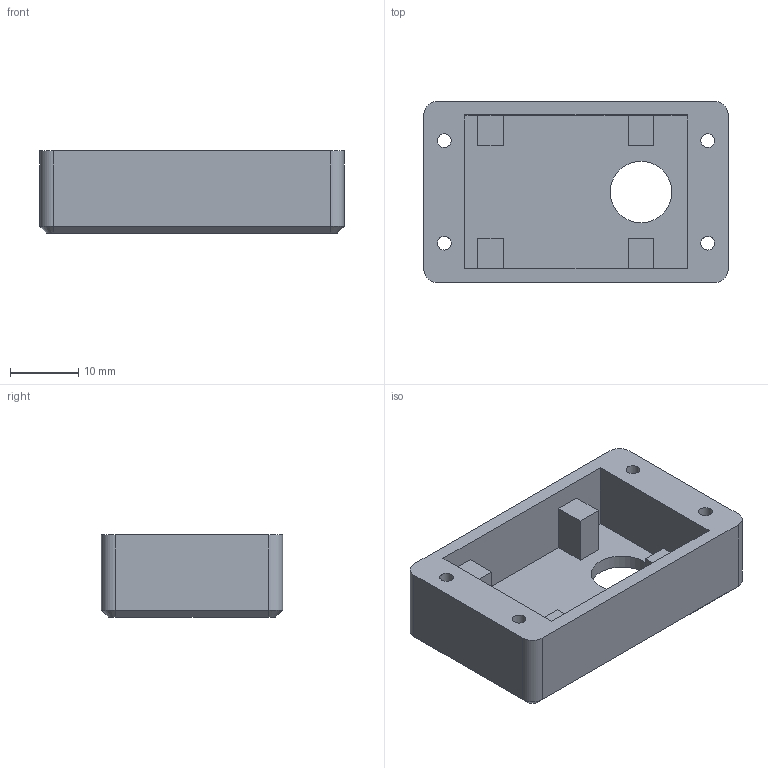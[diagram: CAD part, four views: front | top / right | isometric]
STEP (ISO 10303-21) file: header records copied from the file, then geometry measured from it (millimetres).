
FILE_DESCRIPTION(/* description */ (''),/* implementation_level */ '2;1');
FILE_NAME(/* name */ '816badb1-db46-4a8c-a8f2-c066a44cd707.stp',/* time_stamp */ '2023-09-12T22:15:51Z',/* author */ (''),/* organization */ (''),/* preprocessor_version */ 'ST-DEVELOPER v20',/* originating_system */ 'Autodesk Translation Framework v12.14.0.127',/* authorisation */ '');
FILE_SCHEMA (('AUTOMOTIVE_DESIGN { 1 0 10303 214 3 1 1 }'));
Length unit declared in the file: millimetre
Products named in the file (1): ThermaQR - camera housing main
Bounding box: 44.5 x 26.5 x 12 mm (x, y, z)
Volume: 6772.7 mm3; surface area: 5590.3 mm2
Topology: 1 solids, 1 shells, 52 faces, 133 edges, 84 vertices
Faces by surface type: plane 35, cylinder 13, cone 4
Full cylindrical faces by diameter (mm): 2 x4, 4 x4, 9 x1
Entity records: 1610 total; most frequent: DIRECTION 271, CARTESIAN_POINT 270, ORIENTED_EDGE 266, EDGE_CURVE 133, LINE 101, VECTOR 101, AXIS2_PLACEMENT_3D 85, VERTEX_POINT 84
